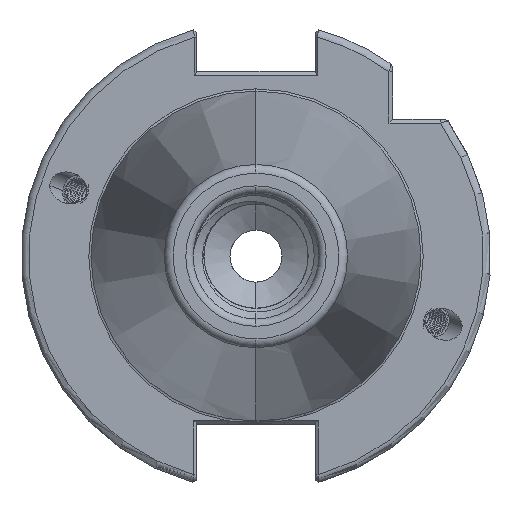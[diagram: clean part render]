
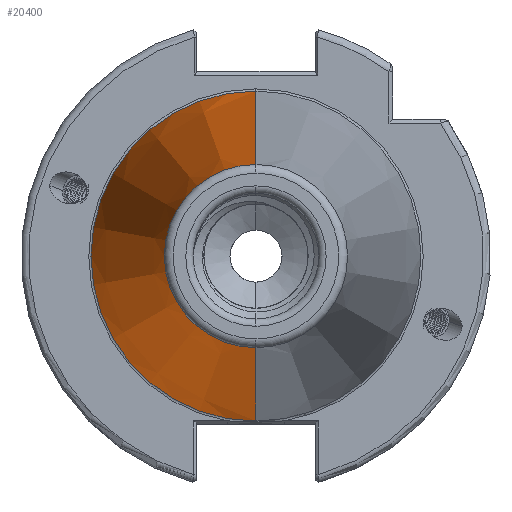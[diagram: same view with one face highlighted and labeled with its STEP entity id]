
A CAD part, left-side view. The second image highlights one B-rep face of the part: STEP entity #20400.
In plain terms, the highlighted conical face has half-angle 8.297 degrees and reference radius 22.692 mm.
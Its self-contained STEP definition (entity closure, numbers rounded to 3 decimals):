
#100 = CARTESIAN_POINT ( 'NONE',  ( 0., 0., 0. ) ) ;
#102 = DIRECTION ( 'NONE',  ( 1., 0., 0. ) ) ;
#137 = DIRECTION ( 'NONE',  ( 0., 0., -1. ) ) ;
#565 = CONICAL_SURFACE ( 'NONE', #23288, 22.692, 0.145 ) ;
#587 = FACE_OUTER_BOUND ( 'NONE', #28860, .T. ) ;
#6253 = DIRECTION ( 'NONE',  ( 1., 0., 0. ) ) ;
#6255 = CARTESIAN_POINT ( 'NONE',  ( -70.573, 0., 0. ) ) ;
#6257 = DIRECTION ( 'NONE',  ( 0., 0., 1. ) ) ;
#8481 = AXIS2_PLACEMENT_3D ( 'NONE', #6255, #6253, #6257 ) ;
#11521 = VERTEX_POINT ( 'NONE', #29349 ) ;
#11554 = VERTEX_POINT ( 'NONE', #29334 ) ;
#11573 = VERTEX_POINT ( 'NONE', #29390 ) ;
#11611 = VERTEX_POINT ( 'NONE', #29377 ) ;
#12074 = EDGE_CURVE ( 'NONE', #11521, #11611, #24760, .T. ) ;
#12092 = EDGE_CURVE ( 'NONE', #11573, #11611, #24768, .T. ) ;
#12108 = EDGE_CURVE ( 'NONE', #11554, #11573, #24821, .T. ) ;
#12331 = ORIENTED_EDGE ( 'NONE', *, *, #12108, .F. ) ;
#12376 = ORIENTED_EDGE ( 'NONE', *, *, #13540, .T. ) ;
#12383 = ORIENTED_EDGE ( 'NONE', *, *, #12092, .F. ) ;
#12407 = ORIENTED_EDGE ( 'NONE', *, *, #12074, .T. ) ;
#13540 = EDGE_CURVE ( 'NONE', #11554, #11521, #15531, .T. ) ;
#14066 = DIRECTION ( 'NONE',  ( 1., 0., 0. ) ) ;
#14102 = DIRECTION ( 'NONE',  ( 0., 0., -1. ) ) ;
#14106 = CARTESIAN_POINT ( 'NONE',  ( -2.5, 0., 0. ) ) ;
#14118 = CARTESIAN_POINT ( 'NONE',  ( 0., 0., -22.692 ) ) ;
#14123 = DIRECTION ( 'NONE',  ( 0.99, 0., -0.144 ) ) ;
#14202 = CARTESIAN_POINT ( 'NONE',  ( 0., 0., 22.692 ) ) ;
#14204 = DIRECTION ( 'NONE',  ( 0.99, 0., 0.144 ) ) ;
#15531 = CIRCLE ( 'NONE', #8481, 12.4 ) ;
#20400 = ADVANCED_FACE ( 'NONE', ( #587 ), #565, .T. ) ;
#23288 = AXIS2_PLACEMENT_3D ( 'NONE', #100, #102, #137 ) ;
#24760 = LINE ( 'NONE', #14202, #24786 ) ;
#24768 = CIRCLE ( 'NONE', #30014, 22.327 ) ;
#24786 = VECTOR ( 'NONE', #14204, 1000. ) ;
#24797 = VECTOR ( 'NONE', #14123, 1000. ) ;
#24821 = LINE ( 'NONE', #14118, #24797 ) ;
#28860 = EDGE_LOOP ( 'NONE', ( #12376, #12407, #12383, #12331 ) ) ;
#29334 = CARTESIAN_POINT ( 'NONE',  ( -70.573, 0., -12.4 ) ) ;
#29349 = CARTESIAN_POINT ( 'NONE',  ( -70.573, 0., 12.4 ) ) ;
#29377 = CARTESIAN_POINT ( 'NONE',  ( -2.5, 0., 22.327 ) ) ;
#29390 = CARTESIAN_POINT ( 'NONE',  ( -2.5, 0., -22.327 ) ) ;
#30014 = AXIS2_PLACEMENT_3D ( 'NONE', #14106, #14066, #14102 ) ;
